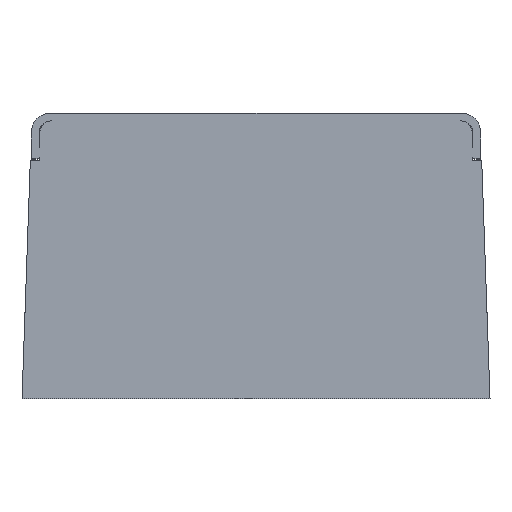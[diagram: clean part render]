
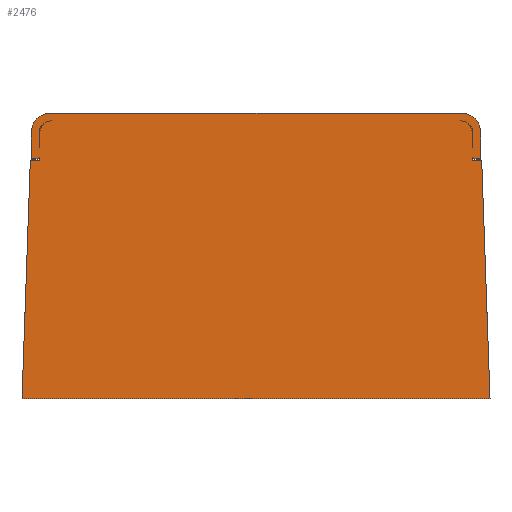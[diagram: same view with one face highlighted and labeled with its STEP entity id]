
A CAD part, top view. The second image highlights one B-rep face of the part: STEP entity #2476.
In plain terms, the highlighted planar face has unit normal (0, 0, 1).
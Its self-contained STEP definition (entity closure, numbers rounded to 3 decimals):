
#389=CARTESIAN_POINT('',(51.5,31.,30.));
#390=DIRECTION('',(0.,0.,1.));
#391=DIRECTION('',(1.,0.,0.));
#392=AXIS2_PLACEMENT_3D('',#389,#390,#391);
#394=DIRECTION('',(0.,1.,0.));
#395=VECTOR('',#394,3.6);
#396=CARTESIAN_POINT('',(54.5,27.4,30.));
#397=LINE('',#396,#395);
#398=CARTESIAN_POINT('',(53.7,28.,30.));
#399=DIRECTION('',(0.,0.,-1.));
#400=DIRECTION('',(1.,0.,0.));
#401=AXIS2_PLACEMENT_3D('',#398,#399,#400);
#403=DIRECTION('',(0.,-1.,0.));
#404=VECTOR('',#403,3.);
#405=CARTESIAN_POINT('',(54.7,31.,30.));
#406=LINE('',#405,#404);
#407=CARTESIAN_POINT('',(51.7,31.,30.));
#408=DIRECTION('',(0.,0.,-1.));
#409=DIRECTION('',(0.,1.,0.));
#410=AXIS2_PLACEMENT_3D('',#407,#408,#409);
#412=DIRECTION('',(0.,-1.,0.));
#413=VECTOR('',#412,0.673);
#414=CARTESIAN_POINT('',(-54.5,24.673,30.));
#415=LINE('',#414,#413);
#416=CARTESIAN_POINT('',(-55.2,26.,30.));
#417=DIRECTION('',(0.,0.,1.));
#418=DIRECTION('',(0.,-1.,0.));
#419=AXIS2_PLACEMENT_3D('',#416,#417,#418);
#421=DIRECTION('',(1.,0.,0.));
#422=VECTOR('',#421,1.5);
#423=CARTESIAN_POINT('',(-56.7,24.5,30.));
#424=LINE('',#423,#422);
#425=DIRECTION('',(0.,-1.,0.));
#426=VECTOR('',#425,6.5);
#427=CARTESIAN_POINT('',(-56.7,31.,30.));
#428=LINE('',#427,#426);
#429=CARTESIAN_POINT('',(-51.7,31.,30.));
#430=DIRECTION('',(0.,0.,1.));
#431=DIRECTION('',(0.,1.,0.));
#432=AXIS2_PLACEMENT_3D('',#429,#430,#431);
#434=DIRECTION('',(-1.,0.,0.));
#435=VECTOR('',#434,103.4);
#436=CARTESIAN_POINT('',(51.7,36.,30.));
#437=LINE('',#436,#435);
#438=CARTESIAN_POINT('',(51.7,31.,30.));
#439=DIRECTION('',(0.,0.,1.));
#440=DIRECTION('',(1.,0.,0.));
#441=AXIS2_PLACEMENT_3D('',#438,#439,#440);
#443=DIRECTION('',(0.,1.,0.));
#444=VECTOR('',#443,6.5);
#445=CARTESIAN_POINT('',(56.7,24.5,30.));
#446=LINE('',#445,#444);
#447=DIRECTION('',(1.,0.,0.));
#448=VECTOR('',#447,1.5);
#449=CARTESIAN_POINT('',(55.2,24.5,30.));
#450=LINE('',#449,#448);
#451=CARTESIAN_POINT('',(55.2,26.,30.));
#452=DIRECTION('',(0.,0.,1.));
#453=DIRECTION('',(-0.467,-0.884,0.));
#454=AXIS2_PLACEMENT_3D('',#451,#452,#453);
#456=DIRECTION('',(0.,1.,0.));
#457=VECTOR('',#456,0.673);
#458=CARTESIAN_POINT('',(54.5,24.,30.));
#459=LINE('',#458,#457);
#460=DIRECTION('',(-1.,0.,0.));
#461=VECTOR('',#460,2.405);
#462=CARTESIAN_POINT('',(56.905,24.,30.));
#463=LINE('',#462,#461);
#464=DIRECTION('',(-0.035,0.999,0.));
#465=VECTOR('',#464,60.037);
#466=CARTESIAN_POINT('',(59.,-36.,30.));
#467=LINE('',#466,#465);
#468=DIRECTION('',(1.,0.,0.));
#469=VECTOR('',#468,118.);
#470=CARTESIAN_POINT('',(-59.,-36.,30.));
#471=LINE('',#470,#469);
#472=DIRECTION('',(-0.035,-0.999,0.));
#473=VECTOR('',#472,60.037);
#474=CARTESIAN_POINT('',(-56.905,24.,30.));
#475=LINE('',#474,#473);
#476=DIRECTION('',(-1.,0.,0.));
#477=VECTOR('',#476,2.405);
#478=CARTESIAN_POINT('',(-54.5,24.,30.));
#479=LINE('',#478,#477);
#480=CARTESIAN_POINT('',(-51.7,31.,30.));
#481=DIRECTION('',(0.,0.,-1.));
#482=DIRECTION('',(-1.,0.,0.));
#483=AXIS2_PLACEMENT_3D('',#480,#481,#482);
#485=DIRECTION('',(0.,1.,0.));
#486=VECTOR('',#485,3.);
#487=CARTESIAN_POINT('',(-54.7,28.,30.));
#488=LINE('',#487,#486);
#489=CARTESIAN_POINT('',(-53.7,28.,30.));
#490=DIRECTION('',(0.,0.,-1.));
#491=DIRECTION('',(-0.8,-0.6,0.));
#492=AXIS2_PLACEMENT_3D('',#489,#490,#491);
#494=DIRECTION('',(0.,-1.,0.));
#495=VECTOR('',#494,3.6);
#496=CARTESIAN_POINT('',(-54.5,31.,30.));
#497=LINE('',#496,#495);
#498=CARTESIAN_POINT('',(-51.5,31.,30.));
#499=DIRECTION('',(0.,0.,1.));
#500=DIRECTION('',(-0.067,0.998,0.));
#501=AXIS2_PLACEMENT_3D('',#498,#499,#500);
#1640=CARTESIAN_POINT('',(-54.5,24.,30.));
#1641=CARTESIAN_POINT('',(-56.905,24.,30.));
#1642=VERTEX_POINT('',#1640);
#1643=VERTEX_POINT('',#1641);
#1644=CARTESIAN_POINT('',(-59.,-36.,30.));
#1645=VERTEX_POINT('',#1644);
#1646=CARTESIAN_POINT('',(59.,-36.,30.));
#1647=VERTEX_POINT('',#1646);
#1648=CARTESIAN_POINT('',(56.905,24.,30.));
#1649=VERTEX_POINT('',#1648);
#1650=CARTESIAN_POINT('',(54.5,24.,30.));
#1651=VERTEX_POINT('',#1650);
#1721=CARTESIAN_POINT('',(54.5,31.,30.));
#1723=VERTEX_POINT('',#1721);
#1729=CARTESIAN_POINT('',(-54.5,31.,30.));
#1731=VERTEX_POINT('',#1729);
#1882=CARTESIAN_POINT('',(51.7,34.,30.));
#1883=CARTESIAN_POINT('',(54.7,31.,30.));
#1884=VERTEX_POINT('',#1882);
#1885=VERTEX_POINT('',#1883);
#1886=CARTESIAN_POINT('',(54.7,28.,30.));
#1887=VERTEX_POINT('',#1886);
#1888=CARTESIAN_POINT('',(55.2,24.5,30.));
#1889=CARTESIAN_POINT('',(56.7,24.5,30.));
#1890=VERTEX_POINT('',#1888);
#1891=VERTEX_POINT('',#1889);
#1892=CARTESIAN_POINT('',(56.7,31.,30.));
#1893=VERTEX_POINT('',#1892);
#1894=CARTESIAN_POINT('',(51.7,36.,30.));
#1895=VERTEX_POINT('',#1894);
#1896=CARTESIAN_POINT('',(-51.7,36.,30.));
#1897=VERTEX_POINT('',#1896);
#1898=CARTESIAN_POINT('',(-56.7,31.,30.));
#1899=VERTEX_POINT('',#1898);
#1900=CARTESIAN_POINT('',(-56.7,24.5,30.));
#1901=VERTEX_POINT('',#1900);
#1902=CARTESIAN_POINT('',(-55.2,24.5,30.));
#1903=VERTEX_POINT('',#1902);
#1904=CARTESIAN_POINT('',(-54.7,28.,30.));
#1905=CARTESIAN_POINT('',(-54.7,31.,30.));
#1906=VERTEX_POINT('',#1904);
#1907=VERTEX_POINT('',#1905);
#1908=CARTESIAN_POINT('',(-51.7,34.,30.));
#1909=VERTEX_POINT('',#1908);
#1915=CARTESIAN_POINT('',(54.5,24.673,30.));
#1917=VERTEX_POINT('',#1915);
#1923=CARTESIAN_POINT('',(54.5,27.4,30.));
#1925=VERTEX_POINT('',#1923);
#1947=CARTESIAN_POINT('',(-54.5,27.4,30.));
#1949=VERTEX_POINT('',#1947);
#1955=CARTESIAN_POINT('',(-54.5,24.673,30.));
#1957=VERTEX_POINT('',#1955);
#2421=CARTESIAN_POINT('',(0.,0.,30.));
#2422=DIRECTION('',(0.,0.,1.));
#2423=DIRECTION('',(1.,0.,0.));
#2424=AXIS2_PLACEMENT_3D('',#2421,#2422,#2423);
#2425=PLANE('',#2424);
#2427=ORIENTED_EDGE('',*,*,#2426,.F.);
#2429=ORIENTED_EDGE('',*,*,#2428,.F.);
#2431=ORIENTED_EDGE('',*,*,#2430,.F.);
#2433=ORIENTED_EDGE('',*,*,#2432,.F.);
#2435=ORIENTED_EDGE('',*,*,#2434,.F.);
#2437=ORIENTED_EDGE('',*,*,#2436,.F.);
#2439=ORIENTED_EDGE('',*,*,#2438,.F.);
#2441=ORIENTED_EDGE('',*,*,#2440,.F.);
#2443=ORIENTED_EDGE('',*,*,#2442,.F.);
#2445=ORIENTED_EDGE('',*,*,#2444,.F.);
#2447=ORIENTED_EDGE('',*,*,#2446,.F.);
#2449=ORIENTED_EDGE('',*,*,#2448,.F.);
#2451=ORIENTED_EDGE('',*,*,#2450,.F.);
#2453=ORIENTED_EDGE('',*,*,#2452,.F.);
#2455=ORIENTED_EDGE('',*,*,#2454,.F.);
#2457=ORIENTED_EDGE('',*,*,#2456,.F.);
#2458=EDGE_LOOP('',(#2427,#2429,#2431,#2433,#2435,#2437,#2439,#2441,#2443,#2445,
#2447,#2449,#2451,#2453,#2455,#2457));
#2459=FACE_OUTER_BOUND('',#2458,.F.);
#2460=ORIENTED_EDGE('',*,*,#2342,.F.);
#2461=ORIENTED_EDGE('',*,*,#2368,.F.);
#2462=ORIENTED_EDGE('',*,*,#2384,.F.);
#2463=ORIENTED_EDGE('',*,*,#2402,.F.);
#2464=ORIENTED_EDGE('',*,*,#2415,.F.);
#2465=EDGE_LOOP('',(#2460,#2461,#2462,#2463,#2464));
#2466=FACE_BOUND('',#2465,.F.);
#2468=ORIENTED_EDGE('',*,*,#2467,.F.);
#2470=ORIENTED_EDGE('',*,*,#2469,.F.);
#2471=ORIENTED_EDGE('',*,*,#2255,.F.);
#2472=ORIENTED_EDGE('',*,*,#2238,.F.);
#2473=ORIENTED_EDGE('',*,*,#2120,.F.);
#2474=EDGE_LOOP('',(#2468,#2470,#2471,#2472,#2473));
#2475=FACE_BOUND('',#2474,.F.);
#393=CIRCLE('',#392,3.);
#402=CIRCLE('',#401,1.);
#411=CIRCLE('',#410,3.);
#420=CIRCLE('',#419,1.5);
#433=CIRCLE('',#432,5.);
#442=CIRCLE('',#441,5.);
#455=CIRCLE('',#454,1.5);
#484=CIRCLE('',#483,3.);
#493=CIRCLE('',#492,1.);
#502=CIRCLE('',#501,3.);
#2120=EDGE_CURVE('',#1909,#1731,#502,.T.);
#2238=EDGE_CURVE('',#1731,#1949,#497,.T.);
#2255=EDGE_CURVE('',#1949,#1906,#493,.T.);
#2342=EDGE_CURVE('',#1723,#1884,#393,.T.);
#2368=EDGE_CURVE('',#1925,#1723,#397,.T.);
#2384=EDGE_CURVE('',#1887,#1925,#402,.T.);
#2402=EDGE_CURVE('',#1885,#1887,#406,.T.);
#2415=EDGE_CURVE('',#1884,#1885,#411,.T.);
#2426=EDGE_CURVE('',#1957,#1642,#415,.T.);
#2428=EDGE_CURVE('',#1903,#1957,#420,.T.);
#2430=EDGE_CURVE('',#1901,#1903,#424,.T.);
#2432=EDGE_CURVE('',#1899,#1901,#428,.T.);
#2434=EDGE_CURVE('',#1897,#1899,#433,.T.);
#2436=EDGE_CURVE('',#1895,#1897,#437,.T.);
#2438=EDGE_CURVE('',#1893,#1895,#442,.T.);
#2440=EDGE_CURVE('',#1891,#1893,#446,.T.);
#2442=EDGE_CURVE('',#1890,#1891,#450,.T.);
#2444=EDGE_CURVE('',#1917,#1890,#455,.T.);
#2446=EDGE_CURVE('',#1651,#1917,#459,.T.);
#2448=EDGE_CURVE('',#1649,#1651,#463,.T.);
#2450=EDGE_CURVE('',#1647,#1649,#467,.T.);
#2452=EDGE_CURVE('',#1645,#1647,#471,.T.);
#2454=EDGE_CURVE('',#1643,#1645,#475,.T.);
#2456=EDGE_CURVE('',#1642,#1643,#479,.T.);
#2467=EDGE_CURVE('',#1907,#1909,#484,.T.);
#2469=EDGE_CURVE('',#1906,#1907,#488,.T.);
#2476=ADVANCED_FACE('',(#2459,#2466,#2475),#2425,.T.);
